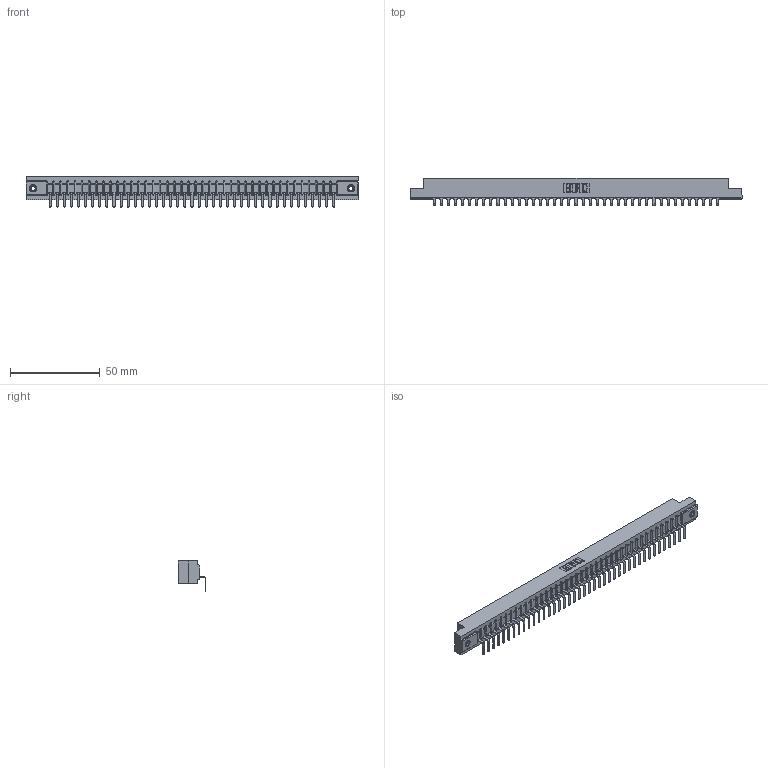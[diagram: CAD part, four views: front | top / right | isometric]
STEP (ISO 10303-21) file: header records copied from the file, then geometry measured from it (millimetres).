
FILE_DESCRIPTION (( 'STEP AP203' ), '1' );
FILE_NAME ('307-041-559-108.STEP', '2019-09-05T17:17:58', ( '' ), ( '' ), 'SwSTEP 2.0', 'SolidWorks 2016', '' );
FILE_SCHEMA (( 'CONFIG_CONTROL_DESIGN' ));
Length unit declared in the file: inch
Products named in the file (4): 345-250-001_345-250-003-102; 307 Part_.156 Dia Mounting Holes; 307-041-559-108; 307-290-001_558 559 - 1 (Single)
Assembly tree (44 placements, depth 2):
  307-041-559-108
    307 Part_.156 Dia Mounting Holes
    307-290-001_558 559 - 1 (Single)  x41
    345-250-001_345-250-003-102  x2
Bounding box: 185.47 x 15.46 x 16.8 mm (x, y, z)
Volume: 19292 mm3; surface area: 20733.9 mm2
Topology: 44 solids, 44 shells, 2680 faces, 7593 edges, 4886 vertices
Faces by surface type: plane 1701, cylinder 879, sphere 84, cone 12, torus 4
Entity records: 36561 total; most frequent: CARTESIAN_POINT 6139, ORIENTED_EDGE 6118, DIRECTION 5981, EDGE_CURVE 3059, VECTOR 2345, LINE 2345, VERTEX_POINT 1976, AXIS2_PLACEMENT_3D 1818
